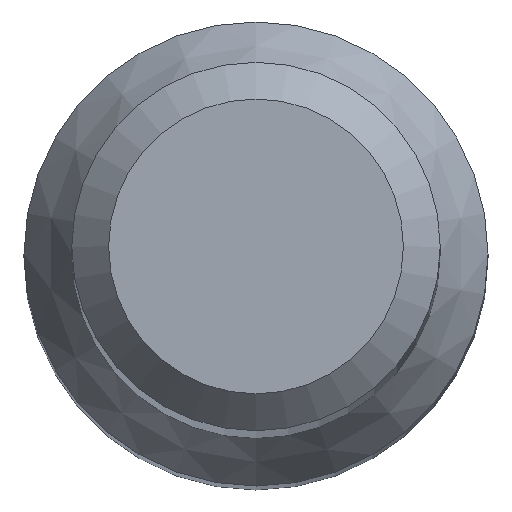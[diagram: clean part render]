
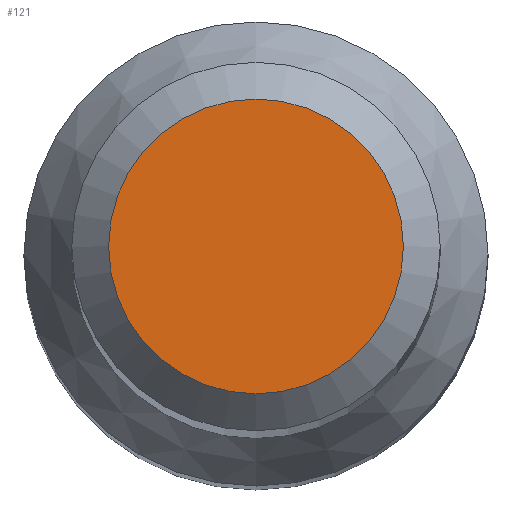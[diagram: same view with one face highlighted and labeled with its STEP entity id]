
A CAD part, top view. The second image highlights one B-rep face of the part: STEP entity #121.
In plain terms, the highlighted planar face has unit normal (0, 0, 1).
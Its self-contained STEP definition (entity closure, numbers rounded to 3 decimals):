
#3 = CARTESIAN_POINT ( 'NONE',  ( 0., 1.4, 63. ) ) ;
#28 = EDGE_LOOP ( 'NONE', ( #116 ) ) ;
#66 = AXIS2_PLACEMENT_3D ( 'NONE', #134, #190, #101 ) ;
#81 = EDGE_CURVE ( 'NONE', #127, #127, #184, .T. ) ;
#101 = DIRECTION ( 'NONE',  ( 0., 1., 0. ) ) ;
#116 = ORIENTED_EDGE ( 'NONE', *, *, #81, .F. ) ;
#121 = ADVANCED_FACE ( 'NONE', ( #192 ), #225, .F. ) ;
#127 = VERTEX_POINT ( 'NONE', #3 ) ;
#134 = CARTESIAN_POINT ( 'NONE',  ( 0., 0., 63. ) ) ;
#160 = CARTESIAN_POINT ( 'NONE',  ( 0., 0., 63. ) ) ;
#169 = AXIS2_PLACEMENT_3D ( 'NONE', #160, #198, #239 ) ;
#184 = CIRCLE ( 'NONE', #66, 1.4 ) ;
#190 = DIRECTION ( 'NONE',  ( 0., 0., -1. ) ) ;
#192 = FACE_OUTER_BOUND ( 'NONE', #28, .T. ) ;
#198 = DIRECTION ( 'NONE',  ( 0., 0., -1. ) ) ;
#225 = PLANE ( 'NONE',  #169 ) ;
#239 = DIRECTION ( 'NONE',  ( 0., 1., 0. ) ) ;
